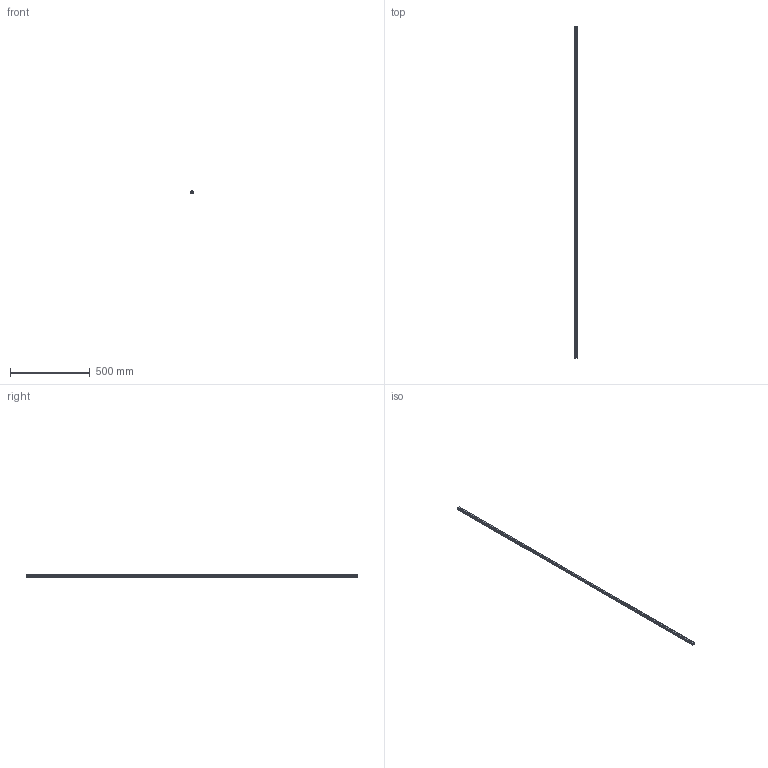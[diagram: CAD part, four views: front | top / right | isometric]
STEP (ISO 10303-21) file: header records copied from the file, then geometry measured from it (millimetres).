
FILE_DESCRIPTION(('STEP AP214'),'1');
FILE_NAME('cctmp_C6A31DA0-FEEE-40AF-A9B9-430FB9876E10_2020_4_23_9_15_7_883..stp','2020-04-23T07:15:08',('HIWIN GmbH'),('CADClick - www.CADClick.com'),'Spatial InterOp 3D',' ','unknown authorization');
FILE_SCHEMA(('AUTOMOTIVE_DESIGN'));
Length unit declared in the file: millimetre
Products named in the file (1): HGR15R2080H_FILE
Bounding box: 15 x 2080 x 15 mm (x, y, z)
Volume: 382040.9 mm3; surface area: 138688.8 mm2
Topology: 1 solids, 1 shells, 430 faces, 957 edges, 638 vertices
Faces by surface type: cylinder 236, plane 194
Entity records: 15577 total; most frequent: DIRECTION 2291, CARTESIAN_POINT 2026, ORIENTED_EDGE 1914, EDGE_CURVE 957, AXIS2_PLACEMENT_3D 903, VERTEX_POINT 638, EDGE_LOOP 539, LINE 485
